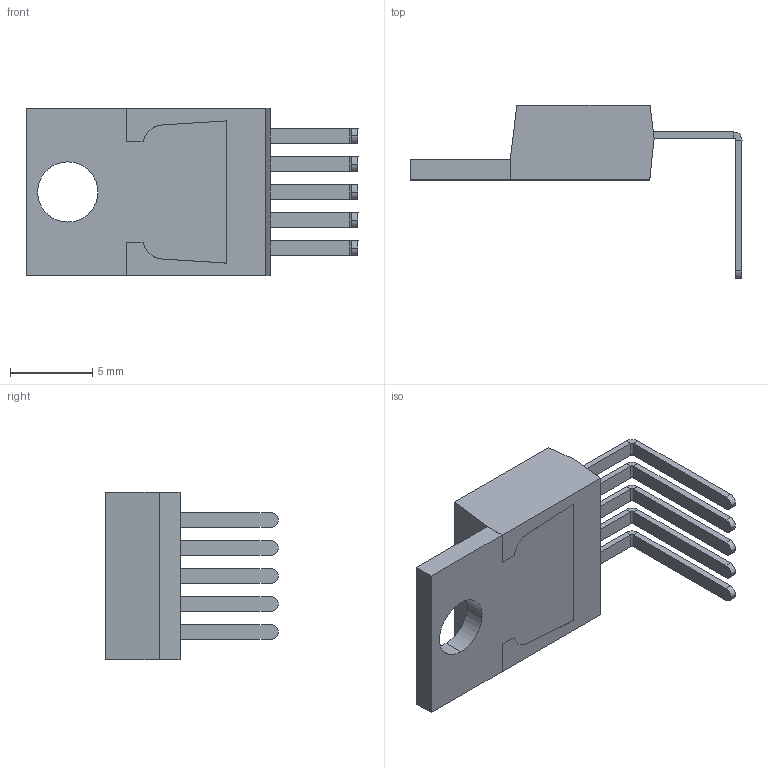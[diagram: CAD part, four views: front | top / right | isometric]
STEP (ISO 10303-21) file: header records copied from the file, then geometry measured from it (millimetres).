
FILE_DESCRIPTION (( 'STEP AP214' ), '1' );
FILE_NAME ('User Library-TO-220-5.STEP', '2011-04-01T06:00:18', ( 'sysAdmin' ), ( 'SolidWorks' ), 'SwSTEP 2.0', 'SolidWorks 2011', '' );
FILE_SCHEMA (( 'AUTOMOTIVE_DESIGN' ));
Length unit declared in the file: millimetre
Products named in the file (4): User Library-TO-220-5_TO-220-5 Corpo_Valor predeterminado; User Library-TO-220-5; User Library-TO-220-5_TO-220-5 Dissipador_Valor predeterminado; User Library-TO-220-5_TO-220-5 Terminal_Valor predeterminado
Assembly tree (7 placements, depth 2):
  User Library-TO-220-5
    User Library-TO-220-5_TO-220-5 Terminal_Valor predeterminado  x5
    User Library-TO-220-5_TO-220-5 Dissipador_Valor predeterminado
    User Library-TO-220-5_TO-220-5 Corpo_Valor predeterminado
Bounding box: 20.17 x 10.49 x 10.16 mm (x, y, z)
Volume: 477.1 mm3; surface area: 840.2 mm2
Topology: 7 solids, 7 shells, 136 faces, 311 edges, 190 vertices
Faces by surface type: plane 108, cylinder 28
Entity records: 2451 total; most frequent: CARTESIAN_POINT 391, DIRECTION 383, ORIENTED_EDGE 374, EDGE_CURVE 187, VECTOR 163, LINE 163, VERTEX_POINT 118, AXIS2_PLACEMENT_3D 110
